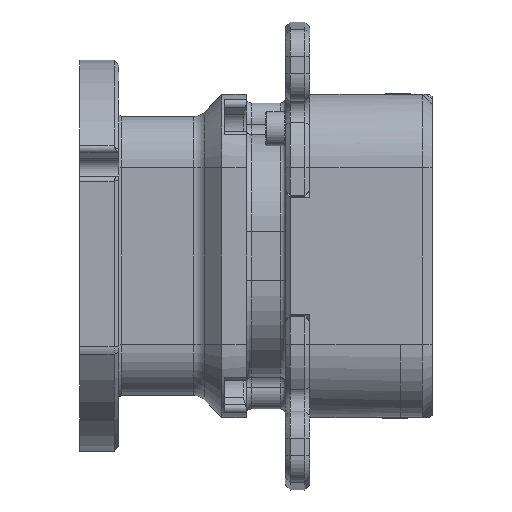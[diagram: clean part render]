
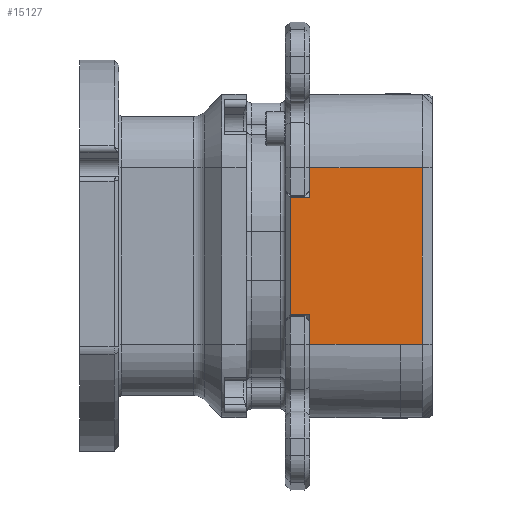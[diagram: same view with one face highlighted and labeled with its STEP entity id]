
A CAD part, left-side view. The second image highlights one B-rep face of the part: STEP entity #15127.
In plain terms, the highlighted planar face has unit normal (-1, 0, 0).
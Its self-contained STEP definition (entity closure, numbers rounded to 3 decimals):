
#880=PLANE('',#16445);
#1865=FACE_OUTER_BOUND('',#2826,.T.);
#2826=EDGE_LOOP('',(#13158,#13159,#13160,#13161,#13162,#13163,#13164,#13165,
#13166));
#3444=LINE('',#23788,#4676);
#3447=LINE('',#23799,#4679);
#3492=LINE('',#24301,#4724);
#3911=LINE('',#27753,#5143);
#4017=LINE('',#28107,#5249);
#4020=LINE('',#28112,#5252);
#4021=LINE('',#28114,#5253);
#4029=LINE('',#28132,#5261);
#4030=LINE('',#28133,#5262);
#4676=VECTOR('',#17436,10.);
#4679=VECTOR('',#17447,10.);
#4724=VECTOR('',#17784,10.);
#5143=VECTOR('',#19369,10.);
#5249=VECTOR('',#19799,10.);
#5252=VECTOR('',#19804,10.);
#5253=VECTOR('',#19807,10.);
#5261=VECTOR('',#19829,10.);
#5262=VECTOR('',#19830,10.);
#6651=VERTEX_POINT('',#23785);
#6652=VERTEX_POINT('',#23787);
#6656=VERTEX_POINT('',#23797);
#6759=VERTEX_POINT('',#24298);
#6760=VERTEX_POINT('',#24300);
#7208=VERTEX_POINT('',#27747);
#7209=VERTEX_POINT('',#27751);
#7295=VERTEX_POINT('',#28106);
#7296=VERTEX_POINT('',#28110);
#8204=EDGE_CURVE('',#6652,#6651,#3444,.T.);
#8210=EDGE_CURVE('',#6651,#6656,#3447,.T.);
#8365=EDGE_CURVE('',#6759,#6760,#3492,.T.);
#9143=EDGE_CURVE('',#7208,#7209,#3911,.T.);
#9319=EDGE_CURVE('',#7295,#6760,#4017,.T.);
#9322=EDGE_CURVE('',#7296,#6656,#4020,.T.);
#9323=EDGE_CURVE('',#7296,#7295,#4021,.T.);
#9331=EDGE_CURVE('',#7208,#6759,#4029,.T.);
#9332=EDGE_CURVE('',#7209,#6652,#4030,.T.);
#13158=ORIENTED_EDGE('',*,*,#9322,.F.);
#13159=ORIENTED_EDGE('',*,*,#9323,.T.);
#13160=ORIENTED_EDGE('',*,*,#9319,.T.);
#13161=ORIENTED_EDGE('',*,*,#8365,.F.);
#13162=ORIENTED_EDGE('',*,*,#9331,.F.);
#13163=ORIENTED_EDGE('',*,*,#9143,.T.);
#13164=ORIENTED_EDGE('',*,*,#9332,.T.);
#13165=ORIENTED_EDGE('',*,*,#8204,.T.);
#13166=ORIENTED_EDGE('',*,*,#8210,.T.);
#15127=ADVANCED_FACE('',(#1865),#880,.T.);
#16445=AXIS2_PLACEMENT_3D('',#28131,#19827,#19828);
#17436=DIRECTION('',(0.,0.,-1.));
#17447=DIRECTION('',(0.,1.,0.));
#17784=DIRECTION('',(0.,1.,0.));
#19369=DIRECTION('',(0.,0.,1.));
#19799=DIRECTION('',(0.,0.,-1.));
#19804=DIRECTION('',(0.,0.,1.));
#19807=DIRECTION('',(0.,-1.,0.));
#19827=DIRECTION('center_axis',(-1.,0.,0.));
#19828=DIRECTION('ref_axis',(0.,0.,
1.));
#19829=DIRECTION('',(0.,1.,0.));
#19830=DIRECTION('',(0.,1.,0.));
#23785=CARTESIAN_POINT('',(-30.,24.989,12.));
#23787=CARTESIAN_POINT('',(-30.,24.989,18.));
#23788=CARTESIAN_POINT('',(-30.,24.989,2.25));
#23797=CARTESIAN_POINT('',(-30.,28.989,12.));
#23799=CARTESIAN_POINT('',(-30.,18.239,12.));
#24298=CARTESIAN_POINT('',(-30.,6.489,-18.));
#24300=CARTESIAN_POINT('',(-30.,24.989,-18.));
#24301=CARTESIAN_POINT('',(-30.,6.489,-18.));
#27747=CARTESIAN_POINT('',(-30.,1.989,-18.));
#27751=CARTESIAN_POINT('',(-30.,1.989,18.));
#27753=CARTESIAN_POINT('',(-30.,1.989,0.));
#28106=CARTESIAN_POINT('',(-30.,24.989,-12.));
#28107=CARTESIAN_POINT('',(-30.,24.989,-20.25));
#28110=CARTESIAN_POINT('',(-30.,28.989,-12.));
#28112=CARTESIAN_POINT('',(-30.,28.989,-9.));
#28114=CARTESIAN_POINT('',(-30.,18.239,-12.));
#28131=CARTESIAN_POINT('Origin',(-30.,6.489,-18.));
#28132=CARTESIAN_POINT('',(-30.,6.489,-18.));
#28133=CARTESIAN_POINT('',(-30.,6.489,18.));
